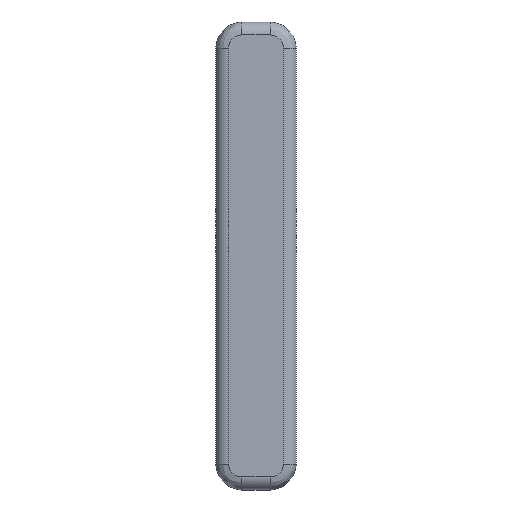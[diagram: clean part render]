
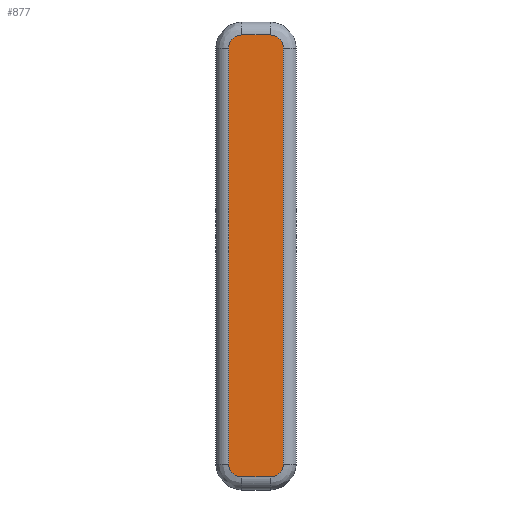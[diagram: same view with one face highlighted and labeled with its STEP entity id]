
A CAD part, front view. The second image highlights one B-rep face of the part: STEP entity #877.
In plain terms, the highlighted planar face has unit normal (0, -1, 0).
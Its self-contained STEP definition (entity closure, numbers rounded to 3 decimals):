
#1=CARTESIAN_POINT('',(-5.5,0.,80.));
#2=DIRECTION('',(0.,-1.,0.));
#3=DIRECTION('',(0.,0.,1.));
#4=AXIS2_PLACEMENT_3D('',#1,#2,#3);
#6=DIRECTION('',(-1.,0.,0.));
#7=VECTOR('',#6,11.);
#8=CARTESIAN_POINT('',(5.5,0.,85.));
#9=LINE('',#8,#7);
#10=CARTESIAN_POINT('',(5.5,0.,80.));
#11=DIRECTION('',(0.,-1.,0.));
#12=DIRECTION('',(1.,0.,0.));
#13=AXIS2_PLACEMENT_3D('',#10,#11,#12);
#15=DIRECTION('',(0.,0.,1.));
#16=VECTOR('',#15,160.);
#17=CARTESIAN_POINT('',(10.5,0.,-80.));
#18=LINE('',#17,#16);
#19=CARTESIAN_POINT('',(5.5,0.,-80.));
#20=DIRECTION('',(0.,-1.,0.));
#21=DIRECTION('',(0.,0.,-1.));
#22=AXIS2_PLACEMENT_3D('',#19,#20,#21);
#24=DIRECTION('',(1.,0.,0.));
#25=VECTOR('',#24,11.);
#26=CARTESIAN_POINT('',(-5.5,0.,-85.));
#27=LINE('',#26,#25);
#28=CARTESIAN_POINT('',(-5.5,0.,-80.));
#29=DIRECTION('',(0.,-1.,0.));
#30=DIRECTION('',(-1.,0.,0.));
#31=AXIS2_PLACEMENT_3D('',#28,#29,#30);
#33=DIRECTION('',(0.,0.,-1.));
#34=VECTOR('',#33,160.);
#35=CARTESIAN_POINT('',(-10.5,0.,80.));
#36=LINE('',#35,#34);
#701=CARTESIAN_POINT('',(-5.5,0.,85.));
#702=CARTESIAN_POINT('',(-10.5,0.,80.));
#703=VERTEX_POINT('',#701);
#704=VERTEX_POINT('',#702);
#709=CARTESIAN_POINT('',(5.5,0.,85.));
#710=VERTEX_POINT('',#709);
#713=CARTESIAN_POINT('',(10.5,0.,80.));
#714=VERTEX_POINT('',#713);
#717=CARTESIAN_POINT('',(10.5,0.,-80.));
#718=VERTEX_POINT('',#717);
#721=CARTESIAN_POINT('',(5.5,0.,-85.));
#722=VERTEX_POINT('',#721);
#725=CARTESIAN_POINT('',(-5.5,0.,-85.));
#726=VERTEX_POINT('',#725);
#729=CARTESIAN_POINT('',(-10.5,0.,-80.));
#730=VERTEX_POINT('',#729);
#854=CARTESIAN_POINT('',(0.,0.,0.));
#855=DIRECTION('',(0.,1.,0.));
#856=DIRECTION('',(0.,0.,1.));
#857=AXIS2_PLACEMENT_3D('',#854,#855,#856);
#858=PLANE('',#857);
#860=ORIENTED_EDGE('',*,*,#859,.F.);
#862=ORIENTED_EDGE('',*,*,#861,.F.);
#864=ORIENTED_EDGE('',*,*,#863,.F.);
#866=ORIENTED_EDGE('',*,*,#865,.F.);
#868=ORIENTED_EDGE('',*,*,#867,.F.);
#870=ORIENTED_EDGE('',*,*,#869,.F.);
#872=ORIENTED_EDGE('',*,*,#871,.F.);
#874=ORIENTED_EDGE('',*,*,#873,.F.);
#875=EDGE_LOOP('',(#860,#862,#864,#866,#868,#870,#872,#874));
#876=FACE_OUTER_BOUND('',#875,.F.);
#877=ADVANCED_FACE('',(#876),#858,.F.);
#5=CIRCLE('',#4,5.);
#14=CIRCLE('',#13,5.);
#23=CIRCLE('',#22,5.);
#32=CIRCLE('',#31,5.);
#859=EDGE_CURVE('',#703,#704,#5,.T.);
#861=EDGE_CURVE('',#710,#703,#9,.T.);
#863=EDGE_CURVE('',#714,#710,#14,.T.);
#865=EDGE_CURVE('',#718,#714,#18,.T.);
#867=EDGE_CURVE('',#722,#718,#23,.T.);
#869=EDGE_CURVE('',#726,#722,#27,.T.);
#871=EDGE_CURVE('',#730,#726,#32,.T.);
#873=EDGE_CURVE('',#704,#730,#36,.T.);
